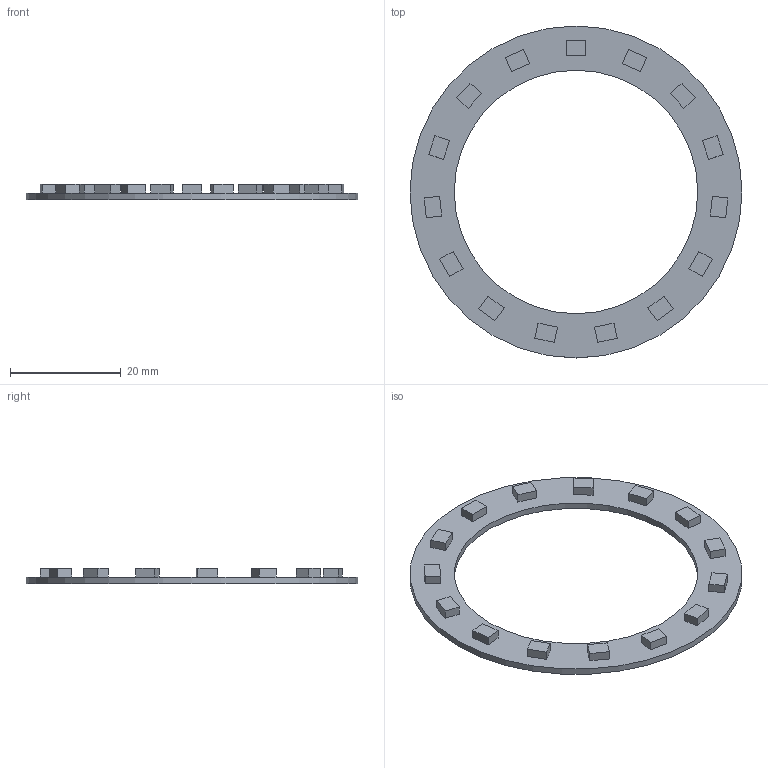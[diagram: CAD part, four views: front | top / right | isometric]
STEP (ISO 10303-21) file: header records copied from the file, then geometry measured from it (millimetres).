
FILE_DESCRIPTION(/* description */ (''),/* implementation_level */ '2;1');
FILE_NAME(/* name */ 'AndyMarkLightRing2018.stp',/* time_stamp */ '2019-01-09T12:49:51-08:00',/* author */ ('steele'),/* organization */ (''),/* preprocessor_version */ 'ST-DEVELOPER v17.2',/* originating_system */ 'Autodesk Inventor 2019',/* authorisation */ '');
FILE_SCHEMA (('AUTOMOTIVE_DESIGN { 1 0 10303 214 3 1 1 }'));
Length unit declared in the file: millimetre
Products named in the file (1): AndyMarkLightRing2018
Bounding box: 60 x 60 x 2.77 mm (x, y, z)
Volume: 1771 mm3; surface area: 3303.3 mm2
Topology: 1 solids, 1 shells, 79 faces, 186 edges, 124 vertices
Faces by surface type: plane 77, cylinder 2
Full cylindrical faces by diameter (mm): 44 x1, 60 x1
Entity records: 2269 total; most frequent: CARTESIAN_POINT 390, ORIENTED_EDGE 372, DIRECTION 350, EDGE_CURVE 186, LINE 182, VECTOR 182, VERTEX_POINT 124, EDGE_LOOP 96
